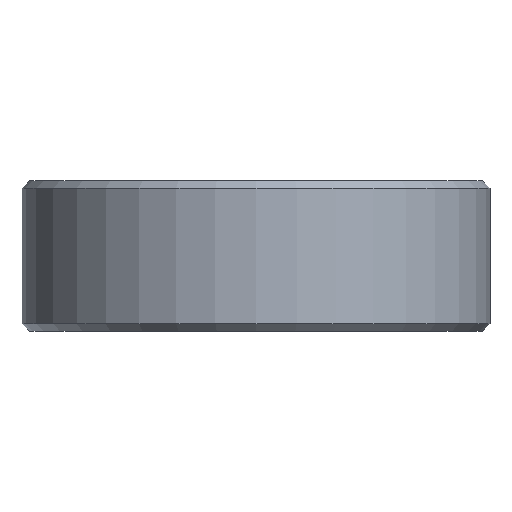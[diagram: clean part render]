
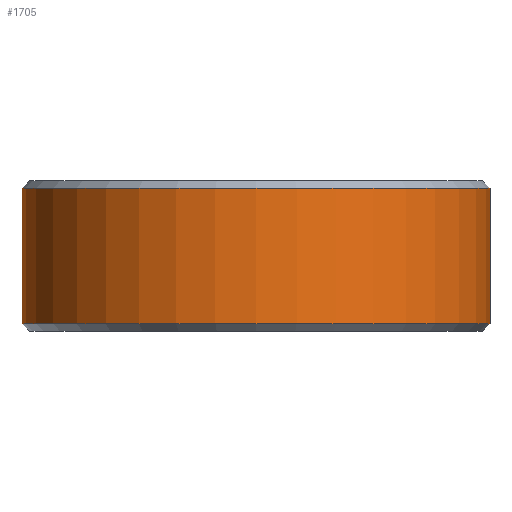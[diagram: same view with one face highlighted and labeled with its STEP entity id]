
A CAD part, front view. The second image highlights one B-rep face of the part: STEP entity #1705.
In plain terms, the highlighted cylindrical face has radius 11.113 mm (diameter 22.225 mm), a partial arc.
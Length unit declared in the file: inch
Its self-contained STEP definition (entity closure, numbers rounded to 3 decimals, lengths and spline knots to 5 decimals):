
#15 = CIRCLE ( 'NONE', #990, 0.4375 ) ;
#46 = VECTOR ( 'NONE', #1256, 39.37008 ) ;
#95 = VERTEX_POINT ( 'NONE', #2102 ) ;
#235 = DIRECTION ( 'NONE',  ( 0., 0., 1. ) ) ;
#302 = CARTESIAN_POINT ( 'NONE',  ( 0., 0., 0.14063 ) ) ;
#360 = EDGE_CURVE ( 'NONE', #1428, #95, #15, .T. ) ;
#499 = DIRECTION ( 'NONE',  ( 1., 0., 0. ) ) ;
#548 = AXIS2_PLACEMENT_3D ( 'NONE', #302, #1178, #831 ) ;
#677 = ORIENTED_EDGE ( 'NONE', *, *, #2117, .T. ) ;
#747 = CARTESIAN_POINT ( 'NONE',  ( 0.4375, 0., 0.14063 ) ) ;
#775 = AXIS2_PLACEMENT_3D ( 'NONE', #1878, #1385, #499 ) ;
#831 = DIRECTION ( 'NONE',  ( 1., 0., 0. ) ) ;
#949 = LINE ( 'NONE', #1650, #1037 ) ;
#955 = VERTEX_POINT ( 'NONE', #1954 ) ;
#982 = FACE_OUTER_BOUND ( 'NONE', #1397, .T. ) ;
#990 = AXIS2_PLACEMENT_3D ( 'NONE', #1478, #235, #1131 ) ;
#1023 = VERTEX_POINT ( 'NONE', #2213 ) ;
#1037 = VECTOR ( 'NONE', #1446, 39.37008 ) ;
#1131 = DIRECTION ( 'NONE',  ( 1., 0., 0. ) ) ;
#1178 = DIRECTION ( 'NONE',  ( 0., 0., 1. ) ) ;
#1180 = CIRCLE ( 'NONE', #775, 0.4375 ) ;
#1256 = DIRECTION ( 'NONE',  ( 0., 0., 1. ) ) ;
#1385 = DIRECTION ( 'NONE',  ( 0., 0., 1. ) ) ;
#1397 = EDGE_LOOP ( 'NONE', ( #1691, #677, #1767, #1982 ) ) ;
#1428 = VERTEX_POINT ( 'NONE', #2079 ) ;
#1446 = DIRECTION ( 'NONE',  ( 0., 0., 1. ) ) ;
#1478 = CARTESIAN_POINT ( 'NONE',  ( 0., 0., 0.12656 ) ) ;
#1650 = CARTESIAN_POINT ( 'NONE',  ( -0.4375, 0., 0.14063 ) ) ;
#1691 = ORIENTED_EDGE ( 'NONE', *, *, #1986, .F. ) ;
#1705 = ADVANCED_FACE ( 'NONE', ( #982 ), #2215, .T. ) ;
#1767 = ORIENTED_EDGE ( 'NONE', *, *, #2245, .T. ) ;
#1878 = CARTESIAN_POINT ( 'NONE',  ( 0., 0., -0.12656 ) ) ;
#1952 = LINE ( 'NONE', #747, #46 ) ;
#1954 = CARTESIAN_POINT ( 'NONE',  ( 0.4375, 0., -0.12656 ) ) ;
#1982 = ORIENTED_EDGE ( 'NONE', *, *, #360, .F. ) ;
#1986 = EDGE_CURVE ( 'NONE', #1023, #1428, #949, .T. ) ;
#2079 = CARTESIAN_POINT ( 'NONE',  ( -0.4375, 0., 0.12656 ) ) ;
#2102 = CARTESIAN_POINT ( 'NONE',  ( 0.4375, 0., 0.12656 ) ) ;
#2117 = EDGE_CURVE ( 'NONE', #1023, #955, #1180, .T. ) ;
#2213 = CARTESIAN_POINT ( 'NONE',  ( -0.4375, 0., -0.12656 ) ) ;
#2215 = CYLINDRICAL_SURFACE ( 'NONE', #548, 0.4375 ) ;
#2245 = EDGE_CURVE ( 'NONE', #955, #95, #1952, .T. ) ;
